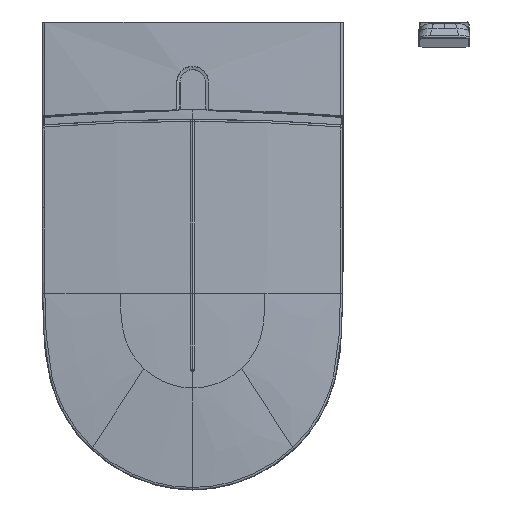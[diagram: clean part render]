
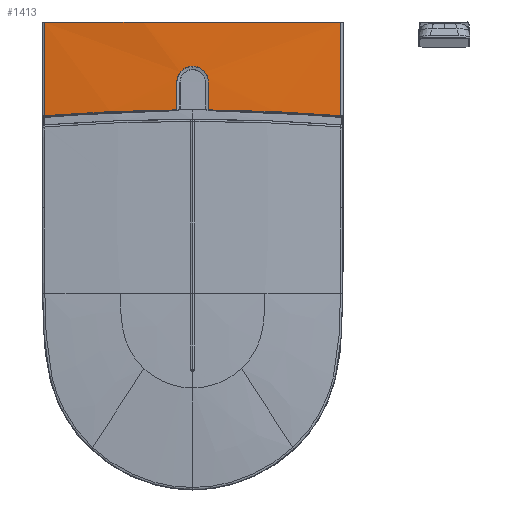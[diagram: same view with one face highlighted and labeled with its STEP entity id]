
A CAD part, top view. The second image highlights one B-rep face of the part: STEP entity #1413.
In plain terms, the highlighted cylindrical face has radius 1924.8 mm (diameter 3849.61 mm), a partial arc.
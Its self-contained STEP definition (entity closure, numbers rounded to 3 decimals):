
#214=CYLINDRICAL_SURFACE('',#10921,1924.803);
#305=LINE('',#67643,#582);
#308=LINE('',#68026,#585);
#582=VECTOR('',#11285,1.);
#585=VECTOR('',#11304,1.);
#1413=ADVANCED_FACE('',(#2283),#214,.T.);
#2283=FACE_OUTER_BOUND('',#2952,.T.);
#2952=EDGE_LOOP('',(#5314,#5315,#5316,#5317,#5318,#5319,#5320,#5321,#5322,
#5323,#5324));
#3308=CIRCLE('',#10905,1924.803);
#3510=(
BOUNDED_CURVE()
B_SPLINE_CURVE(3,(#68028,#68029,#68030,#68031,#68032,#68033,#68034,#68035,
#68036,#68037),.UNSPECIFIED.,.F.,.F.)
B_SPLINE_CURVE_WITH_KNOTS((4,2,2,2,4),(0.,0.25,0.5,0.75,1.),
 .UNSPECIFIED.)
CURVE()
GEOMETRIC_REPRESENTATION_ITEM()
RATIONAL_B_SPLINE_CURVE((1.,1.,1.,1.,1.,1.,1.,1.,1.,1.))
REPRESENTATION_ITEM('')
);
#3511=(
BOUNDED_CURVE()
B_SPLINE_CURVE(3,(#68039,#68040,#68041,#68042),.UNSPECIFIED.,.F.,.F.)
B_SPLINE_CURVE_WITH_KNOTS((4,4),(0.,1.),.UNSPECIFIED.)
CURVE()
GEOMETRIC_REPRESENTATION_ITEM()
RATIONAL_B_SPLINE_CURVE((1.,1.,1.,
1.))
REPRESENTATION_ITEM('')
);
#5314=ORIENTED_EDGE('',*,*,#8816,.F.);
#5315=ORIENTED_EDGE('',*,*,#8884,.F.);
#5316=ORIENTED_EDGE('',*,*,#8885,.F.);
#5317=ORIENTED_EDGE('',*,*,#8886,.F.);
#5318=ORIENTED_EDGE('',*,*,#8887,.T.);
#5319=ORIENTED_EDGE('',*,*,#8888,.T.);
#5320=ORIENTED_EDGE('',*,*,#8840,.F.);
#5321=ORIENTED_EDGE('',*,*,#8874,.F.);
#5322=ORIENTED_EDGE('',*,*,#8889,.T.);
#5323=ORIENTED_EDGE('',*,*,#8890,.T.);
#5324=ORIENTED_EDGE('',*,*,#8864,.T.);
#7474=VERTEX_POINT('',#66317);
#7475=VERTEX_POINT('',#66319);
#7488=VERTEX_POINT('',#66739);
#7490=VERTEX_POINT('',#66769);
#7506=VERTEX_POINT('',#67644);
#7512=VERTEX_POINT('',#67777);
#7517=VERTEX_POINT('',#68027);
#7518=VERTEX_POINT('',#68038);
#7519=VERTEX_POINT('',#68043);
#7520=VERTEX_POINT('',#68048);
#7521=VERTEX_POINT('',#68059);
#8816=EDGE_CURVE('',#7474,#7475,#3308,.T.);
#8840=EDGE_CURVE('',#7490,#7488,#10385,.T.);
#8864=EDGE_CURVE('',#7506,#7475,#305,.T.);
#8874=EDGE_CURVE('',#7512,#7490,#10409,.T.);
#8884=EDGE_CURVE('',#7517,#7474,#308,.T.);
#8885=EDGE_CURVE('',#7518,#7517,#3510,.T.);
#8886=EDGE_CURVE('',#7519,#7518,#3511,.T.);
#8887=EDGE_CURVE('',#7519,#7520,#10413,.T.);
#8888=EDGE_CURVE('',#7520,#7488,#10414,.T.);
#8889=EDGE_CURVE('',#7512,#7521,#10415,.T.);
#8890=EDGE_CURVE('',#7521,#7506,#10416,.T.);
#10385=B_SPLINE_CURVE_WITH_KNOTS('',3,(#66770,#66771,#66772,#66773,#66774,
#66775,#66776,#66777,#66778,#66779,#66780,#66781,#66782,#66783,#66784,#66785,
#66786,#66787,#66788,#66789,#66790,#66791),.UNSPECIFIED.,.F.,.F.,(4,2,2,
2,2,2,2,2,2,2,4),(0.,0.063,0.125,0.25,0.375,0.5,0.625,0.75,0.875,0.938,
1.),.UNSPECIFIED.);
#10409=B_SPLINE_CURVE_WITH_KNOTS('',3,(#67778,#67779,#67780,#67781),
 .UNSPECIFIED.,.F.,.F.,(4,4),(0.,1.),.UNSPECIFIED.);
#10413=B_SPLINE_CURVE_WITH_KNOTS('',3,(#68044,#68045,#68046,#68047),
 .UNSPECIFIED.,.F.,.F.,(4,4),(0.,1.),.UNSPECIFIED.);
#10414=B_SPLINE_CURVE_WITH_KNOTS('',3,(#68049,#68050,#68051,#68052,#68053,
#68054),.UNSPECIFIED.,.F.,.F.,(4,2,4),(0.,0.5,1.),.UNSPECIFIED.);
#10415=B_SPLINE_CURVE_WITH_KNOTS('',3,(#68055,#68056,#68057,#68058),
 .UNSPECIFIED.,.F.,.F.,(4,4),(0.,1.),.UNSPECIFIED.);
#10416=B_SPLINE_CURVE_WITH_KNOTS('',3,(#68060,#68061,#68062,#68063,#68064,
#68065,#68066,#68067,#68068,#68069,#68070,#68071,#68072,#68073,#68074),
 .UNSPECIFIED.,.F.,.F.,(4,2,1,2,2,2,2,4),(0.,0.25,0.375,0.438,0.5,0.625,
0.75,1.),.UNSPECIFIED.);
#10905=AXIS2_PLACEMENT_3D('',#66318,#11261,#11262);
#10921=AXIS2_PLACEMENT_3D('',#68075,#11305,#11306);
#11261=DIRECTION('',(0.,1.,0.));
#11262=DIRECTION('',(0.,0.,-1.));
#11285=DIRECTION('',(0.,1.,0.));
#11304=DIRECTION('',(0.,1.,0.));
#11305=DIRECTION('',(0.,-1.,0.));
#11306=DIRECTION('',(1.,0.,0.));
#66317=CARTESIAN_POINT('',(-188.04,-0.105,39.293));
#66318=CARTESIAN_POINT('',(0.,-0.105,-1876.303));
#66319=CARTESIAN_POINT('',(188.04,-0.105,39.293));
#66739=CARTESIAN_POINT('',(0.,-55.877,48.5));
#66769=CARTESIAN_POINT('',(20.122,-76.,48.395));
#66770=CARTESIAN_POINT('',(20.122,-76.,48.395));
#66771=CARTESIAN_POINT('',(20.123,-75.336,48.395));
#66772=CARTESIAN_POINT('',(20.091,-74.674,48.395));
#66773=CARTESIAN_POINT('',(19.961,-73.354,48.397));
#66774=CARTESIAN_POINT('',(19.864,-72.699,48.398));
#66775=CARTESIAN_POINT('',(19.48,-70.767,48.401));
#66776=CARTESIAN_POINT('',(19.102,-69.514,48.405));
#66777=CARTESIAN_POINT('',(18.097,-67.079,48.415));
#66778=CARTESIAN_POINT('',(17.469,-65.902,48.421));
#66779=CARTESIAN_POINT('',(16.017,-63.723,48.434));
#66780=CARTESIAN_POINT('',(15.187,-62.707,48.44));
#66781=CARTESIAN_POINT('',(13.311,-60.828,48.454));
#66782=CARTESIAN_POINT('',(12.285,-59.986,48.461));
#66783=CARTESIAN_POINT('',(10.081,-58.518,48.474));
#66784=CARTESIAN_POINT('',(8.924,-57.902,48.48));
#66785=CARTESIAN_POINT('',(6.502,-56.903,48.489));
#66786=CARTESIAN_POINT('',(5.224,-56.516,48.493));
#66787=CARTESIAN_POINT('',(3.284,-56.133,48.497));
#66788=CARTESIAN_POINT('',(2.634,-56.037,48.498));
#66789=CARTESIAN_POINT('',(1.323,-55.909,48.5));
#66790=CARTESIAN_POINT('',(0.664,-55.877,48.5));
#66791=CARTESIAN_POINT('',(0.,-55.877,48.5));
#67643=CARTESIAN_POINT('',(188.04,2.,39.293));
#67644=CARTESIAN_POINT('',(188.04,-118.417,39.293));
#67777=CARTESIAN_POINT('',(20.132,-111.109,48.395));
#67778=CARTESIAN_POINT('',(20.132,-111.109,48.395));
#67779=CARTESIAN_POINT('',(20.126,-99.406,48.395));
#67780=CARTESIAN_POINT('',(20.116,-87.703,48.395));
#67781=CARTESIAN_POINT('',(20.122,-76.,48.395));
#68026=CARTESIAN_POINT('',(-188.04,2.,39.293));
#68027=CARTESIAN_POINT('',(-188.04,-118.417,39.293));
#68028=CARTESIAN_POINT('',(-20.173,-111.121,48.394));
#68029=CARTESIAN_POINT('',(-34.199,-111.236,48.247));
#68030=CARTESIAN_POINT('',(-48.227,-111.471,47.947));
#68031=CARTESIAN_POINT('',(-76.266,-112.188,47.04));
#68032=CARTESIAN_POINT('',(-90.274,-112.668,46.433));
#68033=CARTESIAN_POINT('',(-118.266,-113.877,44.914));
#68034=CARTESIAN_POINT('',(-132.252,-114.606,44.002));
#68035=CARTESIAN_POINT('',(-160.177,-116.319,41.875));
#68036=CARTESIAN_POINT('',(-174.118,-117.303,40.659));
#68037=CARTESIAN_POINT('',(-188.04,-118.417,39.293));
#68038=CARTESIAN_POINT('',(-20.173,-111.121,48.394));
#68039=CARTESIAN_POINT('',(-20.132,-111.109,48.395));
#68040=CARTESIAN_POINT('',(-20.146,-111.113,48.395));
#68041=CARTESIAN_POINT('',(-20.159,-111.117,48.394));
#68042=CARTESIAN_POINT('',(-20.173,-111.121,48.394));
#68043=CARTESIAN_POINT('',(-20.132,-111.109,48.395));
#68044=CARTESIAN_POINT('',(-20.132,-111.109,48.395));
#68045=CARTESIAN_POINT('',(-20.126,-99.406,48.395));
#68046=CARTESIAN_POINT('',(-20.116,-87.703,48.395));
#68047=CARTESIAN_POINT('',(-20.122,-76.,48.395));
#68048=CARTESIAN_POINT('',(-20.122,-76.,48.395));
#68049=CARTESIAN_POINT('',(-20.122,-76.,48.395));
#68050=CARTESIAN_POINT('',(-20.125,-70.704,48.395));
#68051=CARTESIAN_POINT('',(-17.978,-65.503,48.42));
#68052=CARTESIAN_POINT('',(-10.52,-58.032,48.475));
#68053=CARTESIAN_POINT('',(-5.277,-55.877,48.5));
#68054=CARTESIAN_POINT('',(0.,-55.877,48.5));
#68055=CARTESIAN_POINT('',(20.132,-111.109,48.395));
#68056=CARTESIAN_POINT('',(20.146,-111.113,48.395));
#68057=CARTESIAN_POINT('',(20.159,-111.117,48.394));
#68058=CARTESIAN_POINT('',(20.173,-111.121,48.394));
#68059=CARTESIAN_POINT('',(20.173,-111.121,48.394));
#68060=CARTESIAN_POINT('',(20.173,-111.121,48.394));
#68061=CARTESIAN_POINT('',(34.258,-111.236,48.247));
#68062=CARTESIAN_POINT('',(48.312,-111.473,47.945));
#68063=CARTESIAN_POINT('',(69.338,-112.011,47.264));
#68064=CARTESIAN_POINT('',(79.837,-112.326,46.866));
#68065=CARTESIAN_POINT('',(90.315,-112.709,46.383));
#68066=CARTESIAN_POINT('',(97.296,-112.979,46.043));
#68067=CARTESIAN_POINT('',(100.753,-113.121,45.864));
#68068=CARTESIAN_POINT('',(111.303,-113.577,45.292));
#68069=CARTESIAN_POINT('',(118.316,-113.911,44.873));
#68070=CARTESIAN_POINT('',(132.297,-114.641,43.961));
#68071=CARTESIAN_POINT('',(139.224,-115.034,43.471));
#68072=CARTESIAN_POINT('',(160.193,-116.32,41.874));
#68073=CARTESIAN_POINT('',(174.136,-117.304,40.658));
#68074=CARTESIAN_POINT('',(188.04,-118.417,39.293));
#68075=CARTESIAN_POINT('',(0.,2.,-1876.303));
